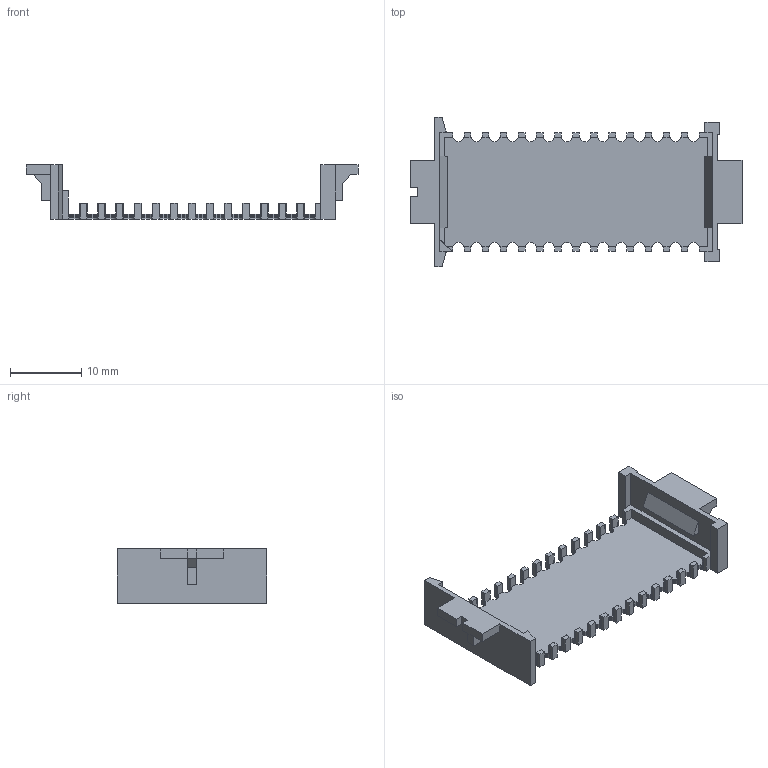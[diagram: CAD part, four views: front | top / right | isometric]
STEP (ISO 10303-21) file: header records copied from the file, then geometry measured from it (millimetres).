
FILE_DESCRIPTION(('FreeCAD Model'),'2;1');
FILE_NAME('Molex78802_PCB_28.step','2021-05-29T06:28:49',('Author'),(''), 'Open CASCADE STEP processor 7.4','FreeCAD','Unknown');
FILE_SCHEMA(('AUTOMOTIVE_DESIGN { 1 0 10303 214 1 1 1 1 }'));
Length unit declared in the file: millimetre
Products named in the file (1): Molex78802_PCB_28
Bounding box: 46.6 x 21 x 7.6 mm (x, y, z)
Volume: 864.9 mm3; surface area: 2341.6 mm2
Topology: 1 solids, 1 shells, 571 faces, 1697 edges, 1130 vertices
Faces by surface type: plane 571
Entity records: 18740 total; most frequent: CARTESIAN_POINT 3399, ORIENTED_EDGE 3394, DIRECTION 2841, EDGE_CURVE 1697, LINE 1697, VECTOR 1697, VERTEX_POINT 1130, FACE_BOUND 573
